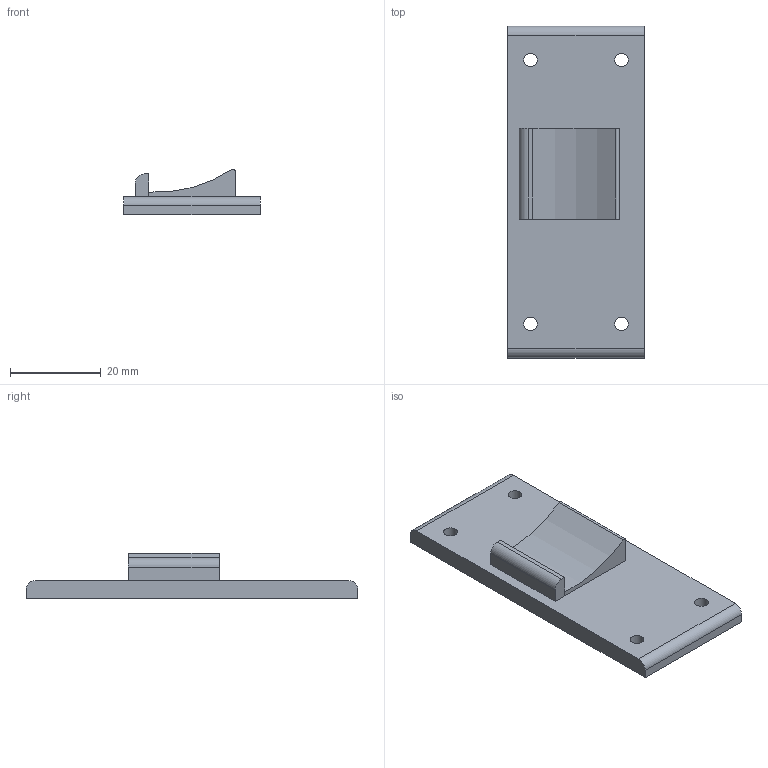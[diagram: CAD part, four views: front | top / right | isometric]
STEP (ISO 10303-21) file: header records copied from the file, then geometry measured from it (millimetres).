
FILE_DESCRIPTION(('FreeCAD Model'),'2;1');
FILE_NAME('payload-plate-webcam.step','2020-05-04T11:04:13',('Author'),(''), 'Open CASCADE STEP processor 7.3','FreeCAD','Unknown');
FILE_SCHEMA(('AUTOMOTIVE_DESIGN { 1 0 10303 214 1 1 1 1 }'));
Length unit declared in the file: millimetre
Products named in the file (1): payload-plate-webcam
Bounding box: 30 x 73 x 10.05 mm (x, y, z)
Volume: 9852.2 mm3; surface area: 5668.7 mm2
Topology: 1 solids, 1 shells, 23 faces, 58 edges, 38 vertices
Faces by surface type: plane 14, cylinder 9
Full cylindrical faces by diameter (mm): 3 x4
Entity records: 1509 total; most frequent: CARTESIAN_POINT 284, DIRECTION 232, LINE 138, VECTOR 138, ORIENTED_EDGE 116, PCURVE 116, DEFINITIONAL_REPRESENTATION 116, EDGE_CURVE 58
